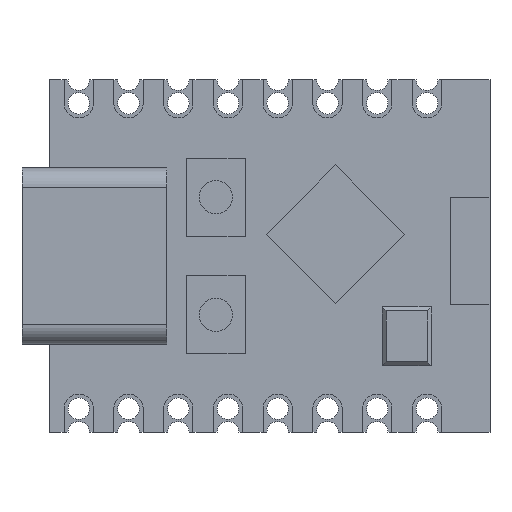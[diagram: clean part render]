
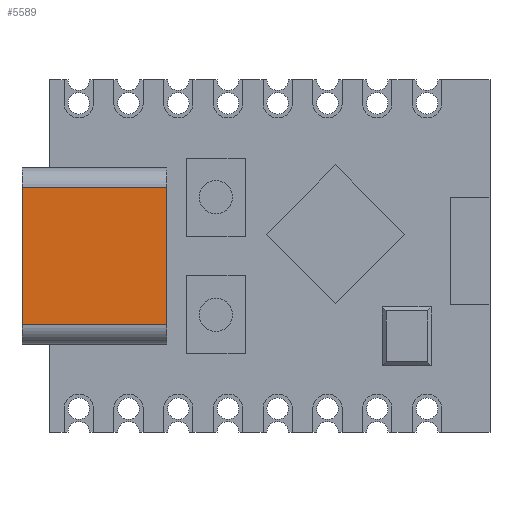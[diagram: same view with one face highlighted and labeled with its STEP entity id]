
A CAD part, front view. The second image highlights one B-rep face of the part: STEP entity #5589.
In plain terms, the highlighted planar face has unit normal (0, -1, 0).
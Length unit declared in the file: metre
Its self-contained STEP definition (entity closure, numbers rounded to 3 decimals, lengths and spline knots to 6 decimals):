
#566=ORIENTED_EDGE('',*,*,#2055,.T.);
#567=ORIENTED_EDGE('',*,*,#2077,.T.);
#568=ORIENTED_EDGE('',*,*,#2069,.T.);
#569=ORIENTED_EDGE('',*,*,#2078,.T.);
#2055=EDGE_CURVE('',#2794,#2793,#3334,.T.);
#2069=EDGE_CURVE('',#2806,#2807,#3343,.T.);
#2077=EDGE_CURVE('',#2793,#2806,#3347,.T.);
#2078=EDGE_CURVE('',#2807,#2794,#3348,.T.);
#2793=VERTEX_POINT('',#9578);
#2794=VERTEX_POINT('',#9580);
#2806=VERTEX_POINT('',#9608);
#2807=VERTEX_POINT('',#9609);
#3334=LINE('',#9579,#3976);
#3343=LINE('',#9607,#3985);
#3347=LINE('',#9621,#3989);
#3348=LINE('',#9622,#3990);
#3976=VECTOR('',#7934,1.);
#3985=VECTOR('',#7957,1.);
#3989=VECTOR('',#7973,1.);
#3990=VECTOR('',#7974,1.);
#4457=EDGE_LOOP('',(#566,#567,#568,#569));
#4809=FACE_BOUND('',#4457,.T.);
#5156=PLANE('',#7224);
#5589=ADVANCED_FACE('',(#4809),#5156,.F.);
#7224=AXIS2_PLACEMENT_3D('',#9620,#7971,#7972);
#7934=DIRECTION('',(0.,0.,1.));
#7957=DIRECTION('',(0.,0.,-1.));
#7971=DIRECTION('',(0.,1.,0.));
#7972=DIRECTION('',(-1.,0.,0.));
#7973=DIRECTION('',(-1.,0.,0.));
#7974=DIRECTION('',(1.,0.,0.));
#9578=CARTESIAN_POINT('',(-0.0165,-0.00385,0.0125));
#9579=CARTESIAN_POINT('',(-0.0165,-0.00385,0.0135));
#9580=CARTESIAN_POINT('',(-0.0165,-0.00385,0.0055));
#9607=CARTESIAN_POINT('',(-0.0239,-0.00385,0.0135));
#9608=CARTESIAN_POINT('',(-0.0239,-0.00385,0.0125));
#9609=CARTESIAN_POINT('',(-0.0239,-0.00385,0.0055));
#9620=CARTESIAN_POINT('',(0.,-0.00385,0.));
#9621=CARTESIAN_POINT('',(0.,-0.00385,0.0125));
#9622=CARTESIAN_POINT('',(0.,-0.00385,0.0055));
